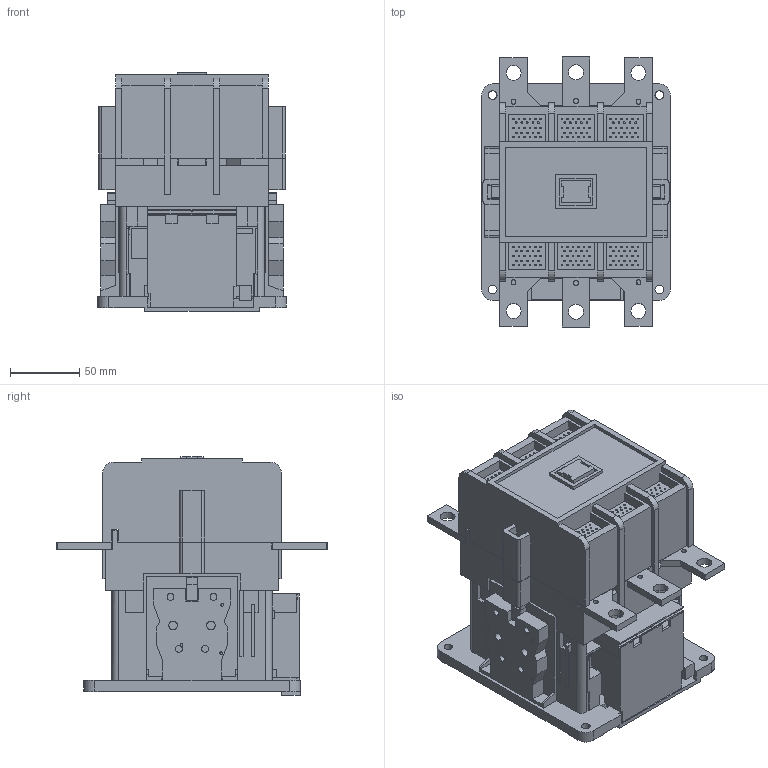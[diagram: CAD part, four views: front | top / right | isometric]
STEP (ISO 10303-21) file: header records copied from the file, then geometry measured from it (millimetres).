
FILE_DESCRIPTION (( 'STEP AP214' ), '1' );
FILE_NAME ('BEH-210-30-22.STEP', '2020-11-03T12:56:06', ( '' ), ( '' ), 'SwSTEP 2.0', 'SolidWorks 2017', '' );
FILE_SCHEMA (( 'AUTOMOTIVE_DESIGN' ));
Length unit declared in the file: millimetre
Products named in the file (1): BEH-210-30-22
Bounding box: 136 x 194.49 x 172.05 mm (x, y, z)
Volume: 2214816.5 mm3; surface area: 248874.6 mm2
Topology: 5 solids, 5 shells, 1461 faces, 3718 edges, 2448 vertices
Faces by surface type: plane 943, cylinder 507, torus 8, bspline 3
Entity records: 44403 total; most frequent: CARTESIAN_POINT 7846, DIRECTION 7650, ORIENTED_EDGE 7436, EDGE_CURVE 3718, LINE 2670, VECTOR 2670, AXIS2_PLACEMENT_3D 2490, VERTEX_POINT 2448
